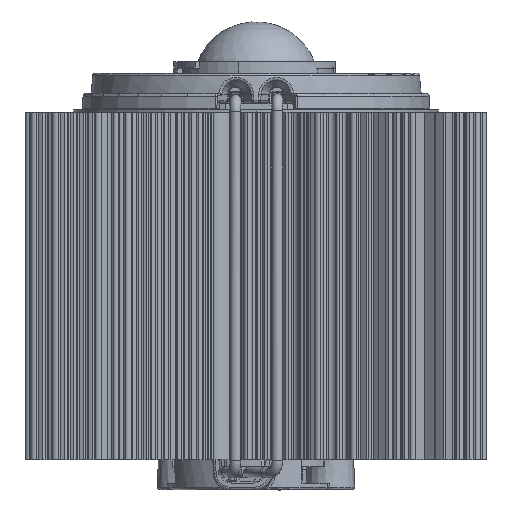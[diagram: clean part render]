
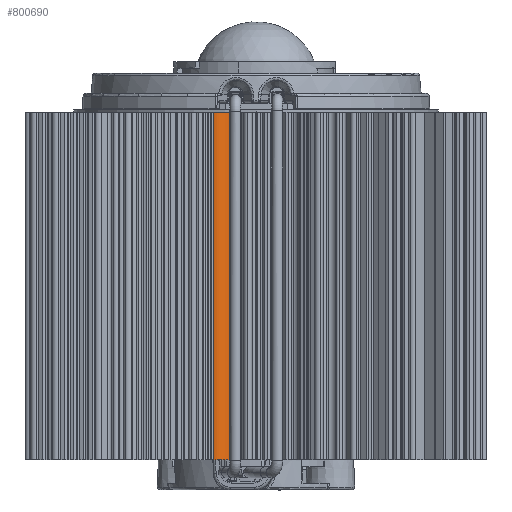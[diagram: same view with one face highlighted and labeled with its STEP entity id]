
A CAD part, front view. The second image highlights one B-rep face of the part: STEP entity #800690.
In plain terms, the highlighted cylindrical face has radius 3 mm (diameter 6 mm), a partial arc.
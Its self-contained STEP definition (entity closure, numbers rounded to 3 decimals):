
#777610=CARTESIAN_POINT('',(130.064,-63.237,
-46.84));
#777620=VERTEX_POINT('',#777610);
#777650=CARTESIAN_POINT('',(128.749,-63.237,
-44.143));
#777660=DIRECTION('',(0.,-1.,0.));
#777670=DIRECTION('',(0.766,0.,-0.643));
#777680=AXIS2_PLACEMENT_3D('',#777650,#777660,#777670);
#777690=CIRCLE('',#777680,3.);
#777700=CARTESIAN_POINT('',(128.023,-63.237,
-41.233));
#777710=VERTEX_POINT('',#777700);
#777720=EDGE_CURVE('',#777620,#777710,#777690,.T.);
#800380=CARTESIAN_POINT('',(128.749,-3.237,
-44.143));
#800390=DIRECTION('',(0.,-1.,0.));
#800400=DIRECTION('',(0.766,0.,-0.643));
#800410=AXIS2_PLACEMENT_3D('',#800380,#800390,#800400);
#800420=CYLINDRICAL_SURFACE('',#800410,3.);
#800430=CARTESIAN_POINT('',(128.749,-3.237,
-44.143));
#800440=DIRECTION('',(0.,-1.,0.));
#800450=DIRECTION('',(0.766,0.,-0.643));
#800460=AXIS2_PLACEMENT_3D('',#800430,#800440,#800450);
#800470=CIRCLE('',#800460,3.);
#800480=CARTESIAN_POINT('',(130.064,-3.237,
-46.84));
#800490=VERTEX_POINT('',#800480);
#800500=CARTESIAN_POINT('',(128.023,-3.237,
-41.233));
#800510=VERTEX_POINT('',#800500);
#800520=EDGE_CURVE('',#800490,#800510,#800470,.T.);
#800530=ORIENTED_EDGE('',*,*,#800520,.F.);
#800540=CARTESIAN_POINT('',(128.023,-3.237,
-41.233));
#800550=DIRECTION('',(0.,-1.,0.));
#800560=VECTOR('',#800550,1.);
#800570=LINE('',#800540,#800560);
#800580=EDGE_CURVE('',#800510,#777710,#800570,.T.);
#800590=ORIENTED_EDGE('',*,*,#800580,.F.);
#800600=ORIENTED_EDGE('',*,*,#777720,.T.);
#800610=CARTESIAN_POINT('',(130.064,-3.237,
-46.84));
#800620=DIRECTION('',(0.,-1.,0.));
#800630=VECTOR('',#800620,1.);
#800640=LINE('',#800610,#800630);
#800650=EDGE_CURVE('',#800490,#777620,#800640,.T.);
#800660=ORIENTED_EDGE('',*,*,#800650,.T.);
#800670=EDGE_LOOP('',(#800660,#800600,#800590,#800530));
#800680=FACE_OUTER_BOUND('',#800670,.T.);
#800690=ADVANCED_FACE('',(#800680),#800420,.F.);
